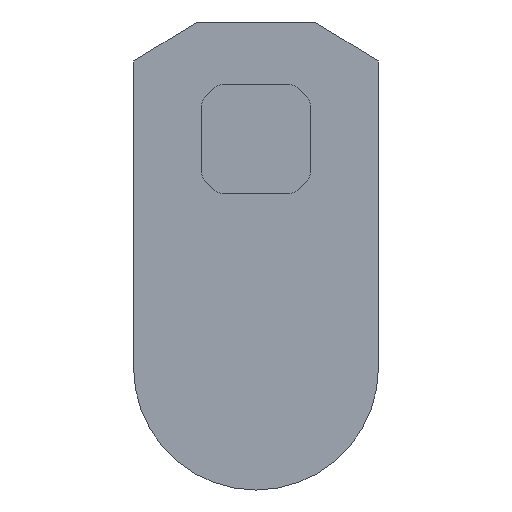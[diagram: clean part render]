
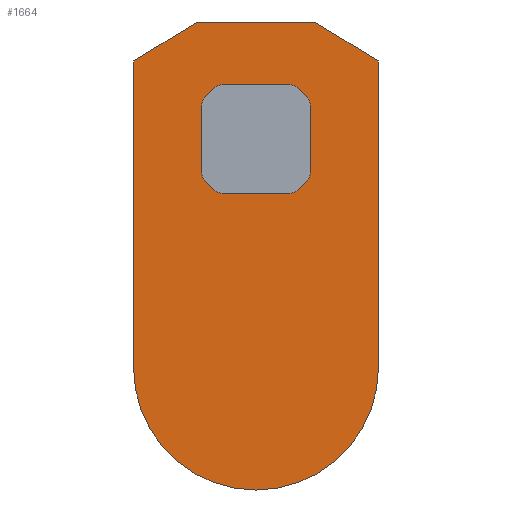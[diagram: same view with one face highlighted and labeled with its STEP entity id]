
A CAD part, front view. The second image highlights one B-rep face of the part: STEP entity #1664.
In plain terms, the highlighted planar face has unit normal (0, -1, 0).
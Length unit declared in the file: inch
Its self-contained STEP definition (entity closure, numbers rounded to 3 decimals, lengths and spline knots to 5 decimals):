
#67=FACE_BOUND('',#244,.T.);
#140=FACE_OUTER_BOUND('',#243,.T.);
#243=EDGE_LOOP('',(#1335,#1336,#1337,#1338,#1339,#1340));
#244=EDGE_LOOP('',(#1341,#1342,#1343,#1344,#1345,#1346,#1347,#1348,#1349,
#1350,#1351,#1352,#1353,#1354,#1355,#1356));
#296=CIRCLE('',#1795,0.785);
#297=CIRCLE('',#1798,0.125);
#298=CIRCLE('',#1799,0.125);
#299=CIRCLE('',#1800,0.125);
#300=CIRCLE('',#1801,0.125);
#301=CIRCLE('',#1802,0.125);
#302=CIRCLE('',#1803,0.125);
#303=CIRCLE('',#1804,0.125);
#304=CIRCLE('',#1805,0.125);
#432=LINE('',#3135,#592);
#434=LINE('',#3139,#594);
#436=LINE('',#3143,#596);
#438=LINE('',#3147,#598);
#441=LINE('',#3154,#601);
#442=LINE('',#3158,#602);
#443=LINE('',#3162,#603);
#444=LINE('',#3166,#604);
#445=LINE('',#3170,#605);
#446=LINE('',#3174,#606);
#447=LINE('',#3178,#607);
#448=LINE('',#3182,#608);
#449=LINE('',#3186,#609);
#592=VECTOR('',#2141,0.03937);
#594=VECTOR('',#2145,0.03937);
#596=VECTOR('',#2149,0.03937);
#598=VECTOR('',#2153,0.03937);
#601=VECTOR('',#2162,0.03937);
#602=VECTOR('',#2165,0.03937);
#603=VECTOR('',#2168,0.03937);
#604=VECTOR('',#2171,0.03937);
#605=VECTOR('',#2174,0.03937);
#606=VECTOR('',#2177,0.03937);
#607=VECTOR('',#2180,0.03937);
#608=VECTOR('',#2183,0.03937);
#609=VECTOR('',#2186,0.03937);
#740=VERTEX_POINT('',#3132);
#741=VERTEX_POINT('',#3134);
#742=VERTEX_POINT('',#3138);
#743=VERTEX_POINT('',#3142);
#744=VERTEX_POINT('',#3146);
#745=VERTEX_POINT('',#3150);
#746=VERTEX_POINT('',#3156);
#747=VERTEX_POINT('',#3157);
#748=VERTEX_POINT('',#3159);
#749=VERTEX_POINT('',#3161);
#750=VERTEX_POINT('',#3163);
#751=VERTEX_POINT('',#3165);
#752=VERTEX_POINT('',#3167);
#753=VERTEX_POINT('',#3169);
#754=VERTEX_POINT('',#3171);
#755=VERTEX_POINT('',#3173);
#756=VERTEX_POINT('',#3175);
#757=VERTEX_POINT('',#3177);
#758=VERTEX_POINT('',#3179);
#759=VERTEX_POINT('',#3181);
#760=VERTEX_POINT('',#3183);
#761=VERTEX_POINT('',#3185);
#939=EDGE_CURVE('',#740,#741,#432,.T.);
#941=EDGE_CURVE('',#741,#742,#434,.T.);
#943=EDGE_CURVE('',#742,#743,#436,.T.);
#945=EDGE_CURVE('',#743,#744,#438,.T.);
#947=EDGE_CURVE('',#744,#745,#296,.T.);
#949=EDGE_CURVE('',#745,#740,#441,.T.);
#950=EDGE_CURVE('',#746,#747,#442,.T.);
#951=EDGE_CURVE('',#747,#748,#297,.T.);
#952=EDGE_CURVE('',#748,#749,#443,.T.);
#953=EDGE_CURVE('',#749,#750,#298,.T.);
#954=EDGE_CURVE('',#750,#751,#444,.T.);
#955=EDGE_CURVE('',#751,#752,#299,.T.);
#956=EDGE_CURVE('',#752,#753,#445,.T.);
#957=EDGE_CURVE('',#753,#754,#300,.T.);
#958=EDGE_CURVE('',#754,#755,#446,.T.);
#959=EDGE_CURVE('',#755,#756,#301,.T.);
#960=EDGE_CURVE('',#756,#757,#447,.T.);
#961=EDGE_CURVE('',#757,#758,#302,.T.);
#962=EDGE_CURVE('',#758,#759,#448,.T.);
#963=EDGE_CURVE('',#759,#760,#303,.T.);
#964=EDGE_CURVE('',#760,#761,#449,.T.);
#965=EDGE_CURVE('',#761,#746,#304,.T.);
#1335=ORIENTED_EDGE('',*,*,#943,.F.);
#1336=ORIENTED_EDGE('',*,*,#941,.F.);
#1337=ORIENTED_EDGE('',*,*,#939,.F.);
#1338=ORIENTED_EDGE('',*,*,#949,.F.);
#1339=ORIENTED_EDGE('',*,*,#947,.F.);
#1340=ORIENTED_EDGE('',*,*,#945,.F.);
#1341=ORIENTED_EDGE('',*,*,#950,.T.);
#1342=ORIENTED_EDGE('',*,*,#951,.T.);
#1343=ORIENTED_EDGE('',*,*,#952,.T.);
#1344=ORIENTED_EDGE('',*,*,#953,.T.);
#1345=ORIENTED_EDGE('',*,*,#954,.T.);
#1346=ORIENTED_EDGE('',*,*,#955,.T.);
#1347=ORIENTED_EDGE('',*,*,#956,.T.);
#1348=ORIENTED_EDGE('',*,*,#957,.T.);
#1349=ORIENTED_EDGE('',*,*,#958,.T.);
#1350=ORIENTED_EDGE('',*,*,#959,.T.);
#1351=ORIENTED_EDGE('',*,*,#960,.T.);
#1352=ORIENTED_EDGE('',*,*,#961,.T.);
#1353=ORIENTED_EDGE('',*,*,#962,.T.);
#1354=ORIENTED_EDGE('',*,*,#963,.T.);
#1355=ORIENTED_EDGE('',*,*,#964,.T.);
#1356=ORIENTED_EDGE('',*,*,#965,.T.);
#1494=PLANE('',#1797);
#1664=ADVANCED_FACE('',(#140,#67),#1494,.F.);
#1795=AXIS2_PLACEMENT_3D('',#3151,#2157,#2158);
#1797=AXIS2_PLACEMENT_3D('',#3155,#2163,#2164);
#1798=AXIS2_PLACEMENT_3D('',#3160,#2166,#2167);
#1799=AXIS2_PLACEMENT_3D('',#3164,#2169,#2170);
#1800=AXIS2_PLACEMENT_3D('',#3168,#2172,#2173);
#1801=AXIS2_PLACEMENT_3D('',#3172,#2175,#2176);
#1802=AXIS2_PLACEMENT_3D('',#3176,#2178,#2179);
#1803=AXIS2_PLACEMENT_3D('',#3180,#2181,#2182);
#1804=AXIS2_PLACEMENT_3D('',#3184,#2184,#2185);
#1805=AXIS2_PLACEMENT_3D('',#3187,#2187,#2188);
#2141=DIRECTION('',(0.854,0.,0.521));
#2145=DIRECTION('',(1.,0.,0.));
#2149=DIRECTION('',(0.854,0.,-0.521));
#2153=DIRECTION('',(0.,0.,-1.));
#2157=DIRECTION('center_axis',(0.,1.,0.));
#2158=DIRECTION('ref_axis',(1.,0.,0.));
#2162=DIRECTION('',(0.,0.,1.));
#2163=DIRECTION('center_axis',(0.,1.,0.));
#2164=DIRECTION('ref_axis',(0.,0.,1.));
#2165=DIRECTION('',(0.,0.,-1.));
#2166=DIRECTION('center_axis',(0.,1.,0.));
#2167=DIRECTION('ref_axis',(0.924,0.,-0.383));
#2168=DIRECTION('',(-0.707,0.,-0.707));
#2169=DIRECTION('center_axis',(0.,1.,0.));
#2170=DIRECTION('ref_axis',(0.383,0.,-0.924));
#2171=DIRECTION('',(-1.,0.,0.));
#2172=DIRECTION('center_axis',(0.,1.,0.));
#2173=DIRECTION('ref_axis',(-0.383,0.,-0.924));
#2174=DIRECTION('',(-0.707,0.,0.707));
#2175=DIRECTION('center_axis',(0.,1.,0.));
#2176=DIRECTION('ref_axis',(-0.924,0.,-0.383));
#2177=DIRECTION('',(0.,0.,1.));
#2178=DIRECTION('center_axis',(0.,1.,0.));
#2179=DIRECTION('ref_axis',(-0.924,0.,0.383));
#2180=DIRECTION('',(0.707,0.,0.707));
#2181=DIRECTION('center_axis',(0.,1.,0.));
#2182=DIRECTION('ref_axis',(-0.383,0.,0.924));
#2183=DIRECTION('',(1.,0.,0.));
#2184=DIRECTION('center_axis',(0.,1.,0.));
#2185=DIRECTION('ref_axis',(0.383,0.,0.924));
#2186=DIRECTION('',(0.707,0.,-0.707));
#2187=DIRECTION('center_axis',(0.,1.,0.));
#2188=DIRECTION('ref_axis',(0.924,0.,0.383));
#3132=CARTESIAN_POINT('',(-0.785,0.,1.25));
#3134=CARTESIAN_POINT('',(-0.375,0.,1.5));
#3135=CARTESIAN_POINT('',(-0.785,0.,1.25));
#3138=CARTESIAN_POINT('',(0.375,0.,1.5));
#3139=CARTESIAN_POINT('',(-0.785,0.,1.5));
#3142=CARTESIAN_POINT('',(0.785,0.,1.25));
#3143=CARTESIAN_POINT('',(0.375,0.,1.5));
#3146=CARTESIAN_POINT('',(0.785,0.,-0.715));
#3147=CARTESIAN_POINT('',(0.785,0.,1.5));
#3150=CARTESIAN_POINT('',(-0.785,0.,-0.715));
#3151=CARTESIAN_POINT('Origin',(0.,0.,-0.715));
#3154=CARTESIAN_POINT('',(-0.785,0.,-1.5));
#3155=CARTESIAN_POINT('Origin',(0.,0.,1.34375));
#3156=CARTESIAN_POINT('',(0.35,0.,0.94822));
#3157=CARTESIAN_POINT('',(0.35,0.,0.55178));
#3158=CARTESIAN_POINT('',(0.35,0.,0.87188));
#3159=CARTESIAN_POINT('',(0.31339,0.,0.46339));
#3160=CARTESIAN_POINT('Origin',(0.225,0.,0.55178));
#3161=CARTESIAN_POINT('',(0.28661,0.,0.43661));
#3162=CARTESIAN_POINT('',(0.44844,0.,0.59844));
#3163=CARTESIAN_POINT('',(0.19822,0.,0.4));
#3164=CARTESIAN_POINT('Origin',(0.19822,0.,0.525));
#3165=CARTESIAN_POINT('',(-0.19822,0.,0.4));
#3166=CARTESIAN_POINT('',(-0.175,0.,0.4));
#3167=CARTESIAN_POINT('',(-0.28661,0.,0.43661));
#3168=CARTESIAN_POINT('Origin',(-0.19822,0.,0.525));
#3169=CARTESIAN_POINT('',(-0.31339,0.,0.46339));
#3170=CARTESIAN_POINT('',(-0.44844,0.,0.59844));
#3171=CARTESIAN_POINT('',(-0.35,0.,0.55178));
#3172=CARTESIAN_POINT('Origin',(-0.225,0.,0.55178));
#3173=CARTESIAN_POINT('',(-0.35,0.,0.94822));
#3174=CARTESIAN_POINT('',(-0.35,0.,1.22188));
#3175=CARTESIAN_POINT('',(-0.31339,0.,1.03661));
#3176=CARTESIAN_POINT('Origin',(-0.225,0.,0.94822));
#3177=CARTESIAN_POINT('',(-0.28661,0.,1.06339));
#3178=CARTESIAN_POINT('',(-0.15156,0.,1.19844));
#3179=CARTESIAN_POINT('',(-0.19822,0.,1.1));
#3180=CARTESIAN_POINT('Origin',(-0.19822,0.,0.975));
#3181=CARTESIAN_POINT('',(0.19822,0.,1.1));
#3182=CARTESIAN_POINT('',(0.175,0.,1.1));
#3183=CARTESIAN_POINT('',(0.28661,0.,1.06339));
#3184=CARTESIAN_POINT('Origin',(0.19822,0.,0.975));
#3185=CARTESIAN_POINT('',(0.31339,0.,1.03661));
#3186=CARTESIAN_POINT('',(0.15156,0.,1.19844));
#3187=CARTESIAN_POINT('Origin',(0.225,0.,0.94822));
